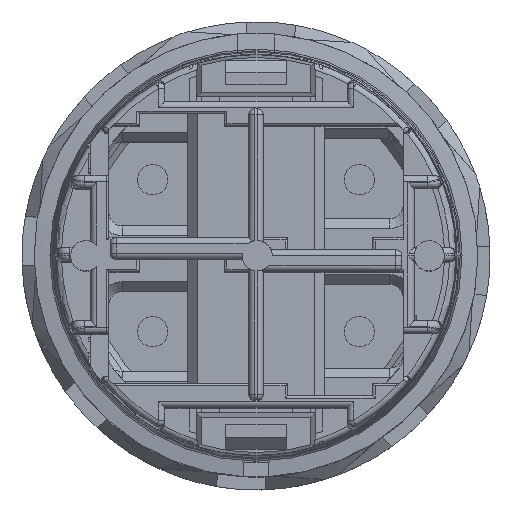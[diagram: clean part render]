
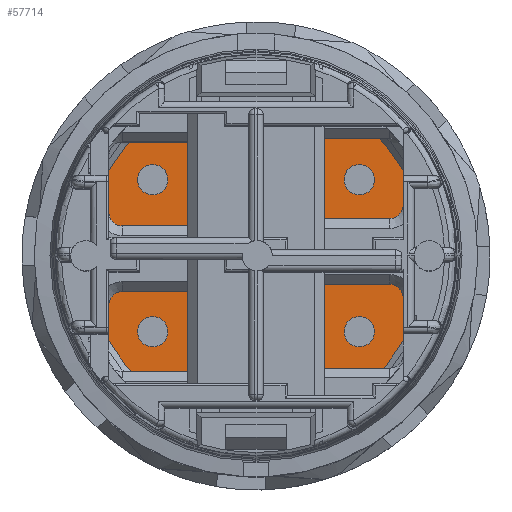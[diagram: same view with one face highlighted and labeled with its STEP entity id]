
A CAD part, top view. The second image highlights one B-rep face of the part: STEP entity #57714.
In plain terms, the highlighted planar face has unit normal (0, 0, 1).
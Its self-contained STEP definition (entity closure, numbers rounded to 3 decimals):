
#4507 = EDGE_LOOP ( 'NONE', ( #23442, #23445 ) ) ;
#7740 = AXIS2_PLACEMENT_3D ( 'NONE', #97661, #97666, #97667 ) ;
#21199 = FACE_BOUND ( 'NONE', #66475, .T. ) ;
#21201 = FACE_BOUND ( 'NONE', #76027, .T. ) ;
#21205 = FACE_BOUND ( 'NONE', #4507, .T. ) ;
#21212 = FACE_OUTER_BOUND ( 'NONE', #52545, .T. ) ;
#21214 = FACE_BOUND ( 'NONE', #66485, .T. ) ;
#21215 = FACE_BOUND ( 'NONE', #66494, .T. ) ;
#21216 = FACE_BOUND ( 'NONE', #66474, .T. ) ;
#23421 = ORIENTED_EDGE ( 'NONE', *, *, #69740, .F. ) ;
#23423 = ORIENTED_EDGE ( 'NONE', *, *, #69444, .F. ) ;
#23425 = ORIENTED_EDGE ( 'NONE', *, *, #69742, .F. ) ;
#23427 = ORIENTED_EDGE ( 'NONE', *, *, #69463, .F. ) ;
#23429 = ORIENTED_EDGE ( 'NONE', *, *, #69744, .T. ) ;
#23432 = ORIENTED_EDGE ( 'NONE', *, *, #69561, .T. ) ;
#23434 = ORIENTED_EDGE ( 'NONE', *, *, #69596, .F. ) ;
#23436 = ORIENTED_EDGE ( 'NONE', *, *, #69746, .F. ) ;
#23438 = ORIENTED_EDGE ( 'NONE', *, *, #69748, .T. ) ;
#23440 = ORIENTED_EDGE ( 'NONE', *, *, #69586, .T. ) ;
#23442 = ORIENTED_EDGE ( 'NONE', *, *, #69750, .F. ) ;
#23445 = ORIENTED_EDGE ( 'NONE', *, *, #69453, .F. ) ;
#23447 = ORIENTED_EDGE ( 'NONE', *, *, #69752, .F. ) ;
#23449 = ORIENTED_EDGE ( 'NONE', *, *, #69435, .F. ) ;
#27598 = VERTEX_POINT ( 'NONE', #29228 ) ;
#27606 = VERTEX_POINT ( 'NONE', #29239 ) ;
#27607 = VERTEX_POINT ( 'NONE', #29240 ) ;
#27610 = VERTEX_POINT ( 'NONE', #29245 ) ;
#27611 = VERTEX_POINT ( 'NONE', #29246 ) ;
#27614 = VERTEX_POINT ( 'NONE', #29252 ) ;
#27615 = VERTEX_POINT ( 'NONE', #29253 ) ;
#27618 = VERTEX_POINT ( 'NONE', #29259 ) ;
#27619 = VERTEX_POINT ( 'NONE', #29260 ) ;
#27656 = VERTEX_POINT ( 'NONE', #29316 ) ;
#27657 = VERTEX_POINT ( 'NONE', #29318 ) ;
#27668 = VERTEX_POINT ( 'NONE', #29335 ) ;
#27670 = VERTEX_POINT ( 'NONE', #29339 ) ;
#27673 = VERTEX_POINT ( 'NONE', #29344 ) ;
#29228 = CARTESIAN_POINT ( 'NONE',  ( 5., -6.25, 0.448 ) ) ;
#29239 = CARTESIAN_POINT ( 'NONE',  ( -7.25, 6.25, 0.448 ) ) ;
#29240 = CARTESIAN_POINT ( 'NONE',  ( -9.75, 6.25, 0.448 ) ) ;
#29245 = CARTESIAN_POINT ( 'NONE',  ( -7.25, -6.25, 0.448 ) ) ;
#29246 = CARTESIAN_POINT ( 'NONE',  ( -9.75, -6.25, 0.448 ) ) ;
#29252 = CARTESIAN_POINT ( 'NONE',  ( 9.75, -6.25, 0.448 ) ) ;
#29253 = CARTESIAN_POINT ( 'NONE',  ( 7.25, -6.25, 0.448 ) ) ;
#29259 = CARTESIAN_POINT ( 'NONE',  ( 9.75, 6.25, 0.448 ) ) ;
#29260 = CARTESIAN_POINT ( 'NONE',  ( 7.25, 6.25, 0.448 ) ) ;
#29316 = CARTESIAN_POINT ( 'NONE',  ( -14., 0., 0.448 ) ) ;
#29318 = CARTESIAN_POINT ( 'NONE',  ( 14., 0., 0.448 ) ) ;
#29335 = CARTESIAN_POINT ( 'NONE',  ( -5., -6.25, 0.448 ) ) ;
#29339 = CARTESIAN_POINT ( 'NONE',  ( -5., 6.25, 0.448 ) ) ;
#29344 = CARTESIAN_POINT ( 'NONE',  ( 5., 6.25, 0.448 ) ) ;
#33119 = CARTESIAN_POINT ( 'NONE',  ( 0., 0., 0.448 ) ) ;
#33122 = DIRECTION ( 'NONE',  ( 0., 0., 1. ) ) ;
#33125 = DIRECTION ( 'NONE',  ( 1., 0., 0. ) ) ;
#33258 = CARTESIAN_POINT ( 'NONE',  ( 0., -6.25, 0.448 ) ) ;
#33262 = DIRECTION ( 'NONE',  ( 0., 0., -1. ) ) ;
#33266 = DIRECTION ( 'NONE',  ( 1., 0., 0. ) ) ;
#33311 = CARTESIAN_POINT ( 'NONE',  ( 0., 6.25, 0.448 ) ) ;
#33315 = DIRECTION ( 'NONE',  ( 0., 0., 1. ) ) ;
#33318 = DIRECTION ( 'NONE',  ( 1., 0., 0. ) ) ;
#34534 = CARTESIAN_POINT ( 'NONE',  ( -8.5, -6.25, 0.448 ) ) ;
#34537 = DIRECTION ( 'NONE',  ( 0., 0., 1. ) ) ;
#34541 = DIRECTION ( 'NONE',  ( 1., 0., 0. ) ) ;
#34560 = CARTESIAN_POINT ( 'NONE',  ( 8.5, 6.25, 0.448 ) ) ;
#34564 = DIRECTION ( 'NONE',  ( 0., 0., 1. ) ) ;
#34567 = DIRECTION ( 'NONE',  ( 1., 0., 0. ) ) ;
#34593 = CARTESIAN_POINT ( 'NONE',  ( 0., 0., 0.448 ) ) ;
#34597 = DIRECTION ( 'NONE',  ( 0., 0., 1. ) ) ;
#34601 = DIRECTION ( 'NONE',  ( 1., 0., 0. ) ) ;
#34632 = CARTESIAN_POINT ( 'NONE',  ( 0., 6.25, 0.448 ) ) ;
#34635 = DIRECTION ( 'NONE',  ( 0., 0., 1. ) ) ;
#34639 = DIRECTION ( 'NONE',  ( 1., 0., 0. ) ) ;
#34659 = CARTESIAN_POINT ( 'NONE',  ( 0., -6.25, 0.448 ) ) ;
#34663 = DIRECTION ( 'NONE',  ( 0., 0., -1. ) ) ;
#34667 = DIRECTION ( 'NONE',  ( 1., 0., 0. ) ) ;
#34686 = CARTESIAN_POINT ( 'NONE',  ( 8.5, -6.25, 0.448 ) ) ;
#34690 = DIRECTION ( 'NONE',  ( 0., 0., 1. ) ) ;
#34694 = DIRECTION ( 'NONE',  ( -1., 0., 0. ) ) ;
#34714 = CARTESIAN_POINT ( 'NONE',  ( -8.5, 6.25, 0.448 ) ) ;
#34717 = DIRECTION ( 'NONE',  ( 0., 0., 1. ) ) ;
#34721 = DIRECTION ( 'NONE',  ( -1., 0., 0. ) ) ;
#40197 = AXIS2_PLACEMENT_3D ( 'NONE', #73061, #73063, #73064 ) ;
#40199 = AXIS2_PLACEMENT_3D ( 'NONE', #73084, #73086, #73088 ) ;
#40201 = AXIS2_PLACEMENT_3D ( 'NONE', #73108, #73110, #73112 ) ;
#40203 = AXIS2_PLACEMENT_3D ( 'NONE', #73132, #73134, #73136 ) ;
#40224 = AXIS2_PLACEMENT_3D ( 'NONE', #33119, #33122, #33125 ) ;
#40229 = AXIS2_PLACEMENT_3D ( 'NONE', #33258, #33262, #33266 ) ;
#40231 = AXIS2_PLACEMENT_3D ( 'NONE', #33311, #33315, #33318 ) ;
#40282 = AXIS2_PLACEMENT_3D ( 'NONE', #34534, #34537, #34541 ) ;
#40283 = AXIS2_PLACEMENT_3D ( 'NONE', #34560, #34564, #34567 ) ;
#40285 = AXIS2_PLACEMENT_3D ( 'NONE', #34593, #34597, #34601 ) ;
#40287 = AXIS2_PLACEMENT_3D ( 'NONE', #34632, #34635, #34639 ) ;
#40288 = AXIS2_PLACEMENT_3D ( 'NONE', #34659, #34663, #34667 ) ;
#40289 = AXIS2_PLACEMENT_3D ( 'NONE', #34686, #34690, #34694 ) ;
#40290 = AXIS2_PLACEMENT_3D ( 'NONE', #34714, #34717, #34721 ) ;
#52545 = EDGE_LOOP ( 'NONE', ( #23429, #23432 ) ) ;
#57714 = ADVANCED_FACE ( 'NONE', ( #21214, #21201, #21212, #21199, #21215, #21205, #21216 ), #97664, .T. ) ;
#66474 = EDGE_LOOP ( 'NONE', ( #23447, #23449 ) ) ;
#66475 = EDGE_LOOP ( 'NONE', ( #23434, #23436 ) ) ;
#66485 = EDGE_LOOP ( 'NONE', ( #23421, #23423 ) ) ;
#66494 = EDGE_LOOP ( 'NONE', ( #23438, #23440 ) ) ;
#69435 = EDGE_CURVE ( 'NONE', #27606, #27607, #71488, .T. ) ;
#69444 = EDGE_CURVE ( 'NONE', #27610, #27611, #71494, .T. ) ;
#69453 = EDGE_CURVE ( 'NONE', #27614, #27615, #71500, .T. ) ;
#69463 = EDGE_CURVE ( 'NONE', #27618, #27619, #71506, .T. ) ;
#69561 = EDGE_CURVE ( 'NONE', #27656, #27657, #71570, .T. ) ;
#69586 = EDGE_CURVE ( 'NONE', #27598, #27668, #71587, .T. ) ;
#69596 = EDGE_CURVE ( 'NONE', #27670, #27673, #71590, .T. ) ;
#69740 = EDGE_CURVE ( 'NONE', #27611, #27610, #71691, .T. ) ;
#69742 = EDGE_CURVE ( 'NONE', #27619, #27618, #71693, .T. ) ;
#69744 = EDGE_CURVE ( 'NONE', #27657, #27656, #71696, .T. ) ;
#69746 = EDGE_CURVE ( 'NONE', #27673, #27670, #71698, .T. ) ;
#69748 = EDGE_CURVE ( 'NONE', #27668, #27598, #71700, .T. ) ;
#69750 = EDGE_CURVE ( 'NONE', #27615, #27614, #71703, .T. ) ;
#69752 = EDGE_CURVE ( 'NONE', #27607, #27606, #71706, .T. ) ;
#71488 = CIRCLE ( 'NONE', #40197, 1.25 ) ;
#71494 = CIRCLE ( 'NONE', #40199, 1.25 ) ;
#71500 = CIRCLE ( 'NONE', #40201, 1.25 ) ;
#71506 = CIRCLE ( 'NONE', #40203, 1.25 ) ;
#71570 = CIRCLE ( 'NONE', #40224, 14. ) ;
#71587 = CIRCLE ( 'NONE', #40229, 5. ) ;
#71590 = CIRCLE ( 'NONE', #40231, 5. ) ;
#71691 = CIRCLE ( 'NONE', #40282, 1.25 ) ;
#71693 = CIRCLE ( 'NONE', #40283, 1.25 ) ;
#71696 = CIRCLE ( 'NONE', #40285, 14. ) ;
#71698 = CIRCLE ( 'NONE', #40287, 5. ) ;
#71700 = CIRCLE ( 'NONE', #40288, 5. ) ;
#71703 = CIRCLE ( 'NONE', #40289, 1.25 ) ;
#71706 = CIRCLE ( 'NONE', #40290, 1.25 ) ;
#73061 = CARTESIAN_POINT ( 'NONE',  ( -8.5, 6.25, 0.448 ) ) ;
#73063 = DIRECTION ( 'NONE',  ( 0., 0., 1. ) ) ;
#73064 = DIRECTION ( 'NONE',  ( -1., 0., 0. ) ) ;
#73084 = CARTESIAN_POINT ( 'NONE',  ( -8.5, -6.25, 0.448 ) ) ;
#73086 = DIRECTION ( 'NONE',  ( 0., 0., 1. ) ) ;
#73088 = DIRECTION ( 'NONE',  ( 1., 0., 0. ) ) ;
#73108 = CARTESIAN_POINT ( 'NONE',  ( 8.5, -6.25, 0.448 ) ) ;
#73110 = DIRECTION ( 'NONE',  ( 0., 0., 1. ) ) ;
#73112 = DIRECTION ( 'NONE',  ( -1., 0., 0. ) ) ;
#73132 = CARTESIAN_POINT ( 'NONE',  ( 8.5, 6.25, 0.448 ) ) ;
#73134 = DIRECTION ( 'NONE',  ( 0., 0., 1. ) ) ;
#73136 = DIRECTION ( 'NONE',  ( 1., 0., 0. ) ) ;
#76027 = EDGE_LOOP ( 'NONE', ( #23425, #23427 ) ) ;
#97661 = CARTESIAN_POINT ( 'NONE',  ( 0., 0., 0.448 ) ) ;
#97664 = PLANE ( 'NONE',  #7740 ) ;
#97666 = DIRECTION ( 'NONE',  ( 0., 0., 1. ) ) ;
#97667 = DIRECTION ( 'NONE',  ( 1., 0., 0. ) ) ;
